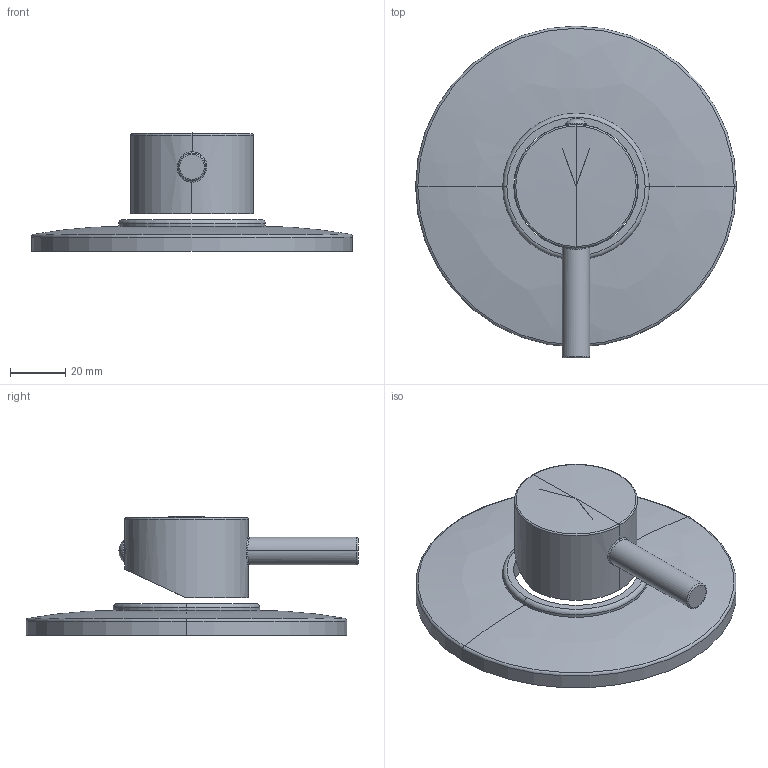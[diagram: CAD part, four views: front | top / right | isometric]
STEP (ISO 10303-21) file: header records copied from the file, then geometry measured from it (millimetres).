
FILE_DESCRIPTION((''),'2;1');
FILE_NAME('LIG010CREST','2021-11-04T13:12:19',('ut3'),('PAFFONI SpA'),'CREO PARAMETRIC BY PTC INC, 2020044','CREO PARAMETRIC BY PTC INC, 2020044','');
FILE_SCHEMA(('CONFIG_CONTROL_DESIGN','SHAPE_APPEARANCE_LAYERS_GROUPS'));
Length unit declared in the file: millimetre
Products named in the file (1): LIG010CREST
Bounding box: 116 x 120 x 42.89 mm (x, y, z)
Volume: 27396.4 mm3; surface area: 37159.8 mm2
Topology: 2 solids, 3 shells, 191 faces, 447 edges, 258 vertices
Faces by surface type: cylinder 54, plane 48, torus 28, bspline 26, sphere 18, cone 17
Entity records: 8951 total; most frequent: CARTESIAN_POINT 3362, ORIENTED_EDGE 886, DIRECTION 872, EDGE_CURVE 443, AXIS2_PLACEMENT_3D 359, VERTEX_POINT 258, EDGE_LOOP 203, CIRCLE 193
